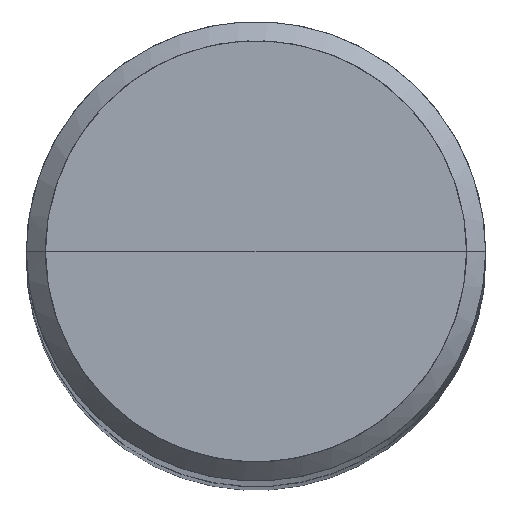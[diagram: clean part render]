
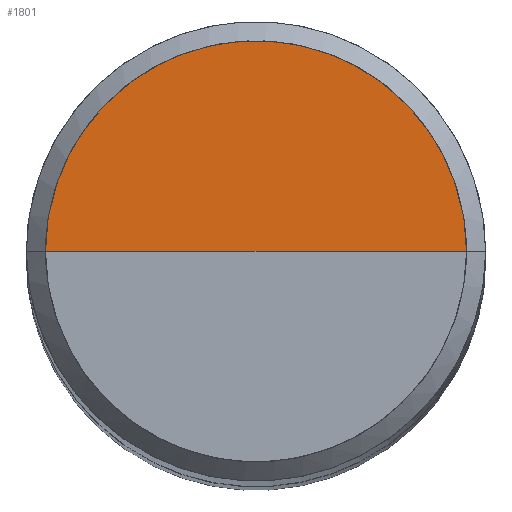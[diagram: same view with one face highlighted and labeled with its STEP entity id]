
A CAD part, top view. The second image highlights one B-rep face of the part: STEP entity #1801.
In plain terms, the highlighted free-form (B-spline) face has degree [1, 2] with [2, 5] control points.
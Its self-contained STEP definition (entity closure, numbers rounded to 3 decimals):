
#1580=CARTESIAN_POINT('',(2.75,0.0,39.0));
#1581=CARTESIAN_POINT('',(2.75,2.75,39.0));
#1582=CARTESIAN_POINT('',(0.0,2.75,39.0));
#1583=CARTESIAN_POINT('',(-2.75,2.75,39.0));
#1584=CARTESIAN_POINT('',(-2.75,0.0,39.0));
#1585=CARTESIAN_POINT('',(0.0,0.0,39.0));
#1786=(
BOUNDED_SURFACE()
B_SPLINE_SURFACE(1,2,(
(#1580,#1581,#1582,#1583,#1584),
(#1585,#1585,#1585,#1585,#1585)
), .UNSPECIFIED.,.F.,.F.,.F.)
B_SPLINE_SURFACE_WITH_KNOTS((2,2),(3,2,3),(
0.0,1.0),(
0.0,0.5,1.0), .UNSPECIFIED.)
GEOMETRIC_REPRESENTATION_ITEM()
RATIONAL_B_SPLINE_SURFACE(((1.0,0.707,1.0,0.707,1.0),
(1.0,0.707,1.0,0.707,1.0)
))
REPRESENTATION_ITEM('')
SURFACE()
);
#1787=(
BOUNDED_CURVE()
B_SPLINE_CURVE(2,(#1584,#1583,#1582,#1581,#1580),.UNSPECIFIED.,.F.,.F.)
B_SPLINE_CURVE_WITH_KNOTS((3,2,3),
(0.0,0.5,1.0),.UNSPECIFIED.)
CURVE()
GEOMETRIC_REPRESENTATION_ITEM()
RATIONAL_B_SPLINE_CURVE((1.0,0.707,1.0,0.707,1.0))
REPRESENTATION_ITEM('')
);
#1788=(
BOUNDED_CURVE()
B_SPLINE_CURVE(1,(#1580,#1585),.UNSPECIFIED.,.F.,.F.)
B_SPLINE_CURVE_WITH_KNOTS((2,2),
(0.0,1.0),.UNSPECIFIED.)
CURVE()
GEOMETRIC_REPRESENTATION_ITEM()
RATIONAL_B_SPLINE_CURVE((1.0,1.0))
REPRESENTATION_ITEM('')
);
#1789=(
BOUNDED_CURVE()
B_SPLINE_CURVE(1,(#1585,#1584),.UNSPECIFIED.,.F.,.F.)
B_SPLINE_CURVE_WITH_KNOTS((2,2),
(0.0,1.0),.UNSPECIFIED.)
CURVE()
GEOMETRIC_REPRESENTATION_ITEM()
RATIONAL_B_SPLINE_CURVE((1.0,1.0))
REPRESENTATION_ITEM('')
);
#1790=VERTEX_POINT('',#1580);
#1791=VERTEX_POINT('',#1584);
#1792=VERTEX_POINT('',#1585);
#1793=EDGE_CURVE('',#1791,#1790,#1787,.T.);
#1794=EDGE_CURVE('',#1790,#1792,#1788,.T.);
#1795=EDGE_CURVE('',#1792,#1791,#1789,.T.);
#1796=ORIENTED_EDGE('',*,*,#1793,.T.);
#1797=ORIENTED_EDGE('',*,*,#1794,.T.);
#1798=ORIENTED_EDGE('',*,*,#1795,.T.);
#1799=EDGE_LOOP('',(#1796,#1797,#1798));
#1800=FACE_OUTER_BOUND('',#1799,.T.);
#1801=ADVANCED_FACE('',(#1800),#1786,.T.);
